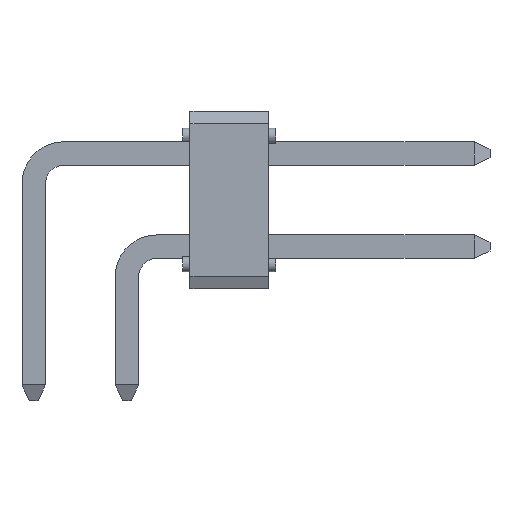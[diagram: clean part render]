
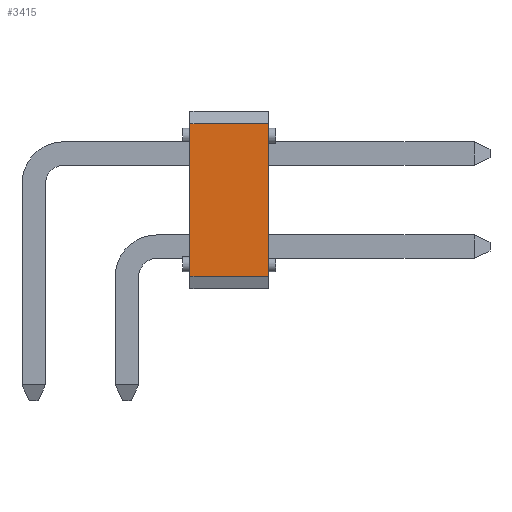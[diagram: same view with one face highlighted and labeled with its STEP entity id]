
A CAD part, left-side view. The second image highlights one B-rep face of the part: STEP entity #3415.
In plain terms, the highlighted planar face has unit normal (-1, 0, 0).
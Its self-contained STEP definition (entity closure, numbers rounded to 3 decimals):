
#265=FACE_OUTER_BOUND('',#481,.T.);
#481=EDGE_LOOP('',(#2413,#2414,#2415,#2416));
#696=LINE('',#4823,#1116);
#769=LINE('',#4980,#1189);
#770=LINE('',#4983,#1190);
#771=LINE('',#4984,#1191);
#1116=VECTOR('',#3884,4.15);
#1189=VECTOR('',#4003,2.14);
#1190=VECTOR('',#4006,2.14);
#1191=VECTOR('',#4007,4.15);
#1536=VERTEX_POINT('',#4820);
#1537=VERTEX_POINT('',#4822);
#1598=VERTEX_POINT('',#4978);
#1599=VERTEX_POINT('',#4982);
#1832=EDGE_CURVE('',#1536,#1537,#696,.T.);
#1911=EDGE_CURVE('',#1536,#1598,#769,.T.);
#1912=EDGE_CURVE('',#1537,#1599,#770,.T.);
#1913=EDGE_CURVE('',#1599,#1598,#771,.T.);
#2413=ORIENTED_EDGE('',*,*,#1912,.F.);
#2414=ORIENTED_EDGE('',*,*,#1832,.F.);
#2415=ORIENTED_EDGE('',*,*,#1911,.T.);
#2416=ORIENTED_EDGE('',*,*,#1913,.F.);
#3237=PLANE('',#3637);
#3415=ADVANCED_FACE('',(#265),#3237,.T.);
#3637=AXIS2_PLACEMENT_3D('',#4981,#4004,#4005);
#3884=DIRECTION('',(0.,0.,-1.));
#4003=DIRECTION('',(0.,1.,0.));
#4004=DIRECTION('center_axis',(-1.,0.,0.));
#4005=DIRECTION('ref_axis',(0.,0.,1.));
#4006=DIRECTION('',(0.,1.,0.));
#4007=DIRECTION('',(0.,0.,1.));
#4820=CARTESIAN_POINT('',(-3.81,-3.86,4.49));
#4822=CARTESIAN_POINT('',(-3.81,-3.86,0.34));
#4823=CARTESIAN_POINT('',(-3.81,-3.86,4.49));
#4978=CARTESIAN_POINT('',(-3.81,-1.72,4.49));
#4980=CARTESIAN_POINT('',(-3.81,-3.86,4.49));
#4981=CARTESIAN_POINT('Origin',(-3.81,-2.79,2.415));
#4982=CARTESIAN_POINT('',(-3.81,-1.72,0.34));
#4983=CARTESIAN_POINT('',(-3.81,-3.86,0.34));
#4984=CARTESIAN_POINT('',(-3.81,-1.72,0.34));
